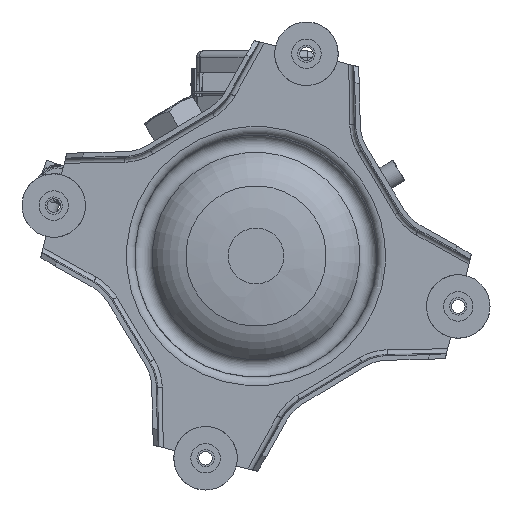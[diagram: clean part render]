
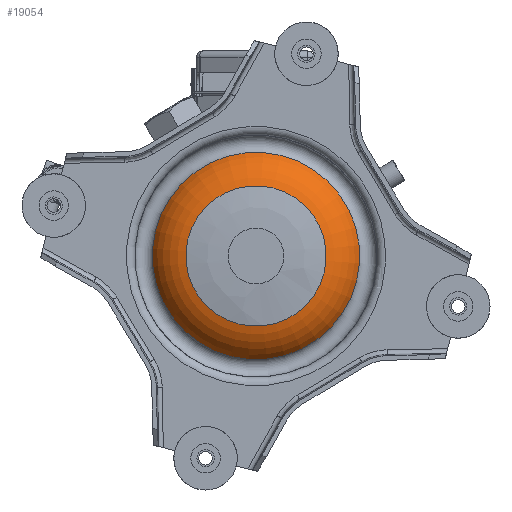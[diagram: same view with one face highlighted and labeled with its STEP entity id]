
A CAD part, front view. The second image highlights one B-rep face of the part: STEP entity #19054.
In plain terms, the highlighted toroidal (fillet/blend) face has major radius 37.998 mm and minor radius 33 mm.
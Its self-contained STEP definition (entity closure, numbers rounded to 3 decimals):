
#4636=FACE_OUTER_BOUND('',#5824,.T.);
#5824=EDGE_LOOP('',(#16218,#16219,#16220,#16221,#16222,#16223,#16224));
#7135=CIRCLE('',#20903,45.331);
#7136=CIRCLE('',#20904,45.331);
#7138=CIRCLE('',#20906,45.331);
#7139=CIRCLE('',#20908,33.);
#7140=CIRCLE('',#20909,66.981);
#7141=CIRCLE('',#20910,66.981);
#8894=VERTEX_POINT('',#61747);
#8895=VERTEX_POINT('',#61748);
#8896=VERTEX_POINT('',#61750);
#8897=VERTEX_POINT('',#61755);
#8898=VERTEX_POINT('',#61757);
#11494=EDGE_CURVE('',#8894,#8895,#7135,.T.);
#11495=EDGE_CURVE('',#8896,#8894,#7136,.T.);
#11497=EDGE_CURVE('',#8895,#8896,#7138,.T.);
#11498=EDGE_CURVE('',#8895,#8897,#7139,.T.);
#11499=EDGE_CURVE('',#8898,#8897,#7140,.T.);
#11500=EDGE_CURVE('',#8897,#8898,#7141,.T.);
#16218=ORIENTED_EDGE('',*,*,#11494,.T.);
#16219=ORIENTED_EDGE('',*,*,#11498,.T.);
#16220=ORIENTED_EDGE('',*,*,#11499,.F.);
#16221=ORIENTED_EDGE('',*,*,#11500,.F.);
#16222=ORIENTED_EDGE('',*,*,#11498,.F.);
#16223=ORIENTED_EDGE('',*,*,#11497,.T.);
#16224=ORIENTED_EDGE('',*,*,#11495,.T.);
#18298=TOROIDAL_SURFACE('',#20907,37.998,33.);
#19054=ADVANCED_FACE('',(#4636),#18298,.T.);
#20903=AXIS2_PLACEMENT_3D('',#61749,#25329,#25330);
#20904=AXIS2_PLACEMENT_3D('',#61751,#25331,#25332);
#20906=AXIS2_PLACEMENT_3D('',#61753,#25335,#25336);
#20907=AXIS2_PLACEMENT_3D('',#61754,#25337,#25338);
#20908=AXIS2_PLACEMENT_3D('',#61756,#25339,#25340);
#20909=AXIS2_PLACEMENT_3D('',#61758,#25341,#25342);
#20910=AXIS2_PLACEMENT_3D('',#61759,#25343,#25344);
#25329=DIRECTION('center_axis',(0.,1.,0.));
#25330=DIRECTION('ref_axis',(0.97,0.,-0.242));
#25331=DIRECTION('center_axis',(0.,1.,0.));
#25332=DIRECTION('ref_axis',(0.97,0.,-0.242));
#25335=DIRECTION('center_axis',(0.,1.,0.));
#25336=DIRECTION('ref_axis',(0.97,0.,-0.242));
#25337=DIRECTION('center_axis',(0.,-1.,0.));
#25338=DIRECTION('ref_axis',(-0.97,0.,0.242));
#25339=DIRECTION('center_axis',(0.242,0.,0.97));
#25340=DIRECTION('ref_axis',(0.97,0.,-0.242));
#25341=DIRECTION('center_axis',(0.,1.,0.));
#25342=DIRECTION('ref_axis',(0.97,0.,-0.242));
#25343=DIRECTION('center_axis',(0.,1.,0.));
#25344=DIRECTION('ref_axis',(0.97,0.,-0.242));
#61747=CARTESIAN_POINT('',(-43.984,-10.925,10.967));
#61748=CARTESIAN_POINT('',(43.984,-10.925,-10.967));
#61749=CARTESIAN_POINT('Origin',(0.,-10.925,0.));
#61750=CARTESIAN_POINT('',(-10.967,-10.925,-43.984));
#61751=CARTESIAN_POINT('Origin',(0.,-10.925,0.));
#61753=CARTESIAN_POINT('Origin',(0.,-10.925,0.));
#61754=CARTESIAN_POINT('Origin',(0.,21.25,0.));
#61755=CARTESIAN_POINT('',(64.991,5.469,-16.204));
#61756=CARTESIAN_POINT('Origin',(36.87,21.25,-9.193));
#61757=CARTESIAN_POINT('',(-64.991,5.469,16.204));
#61758=CARTESIAN_POINT('Origin',(0.,5.469,0.));
#61759=CARTESIAN_POINT('Origin',(0.,5.469,0.));
